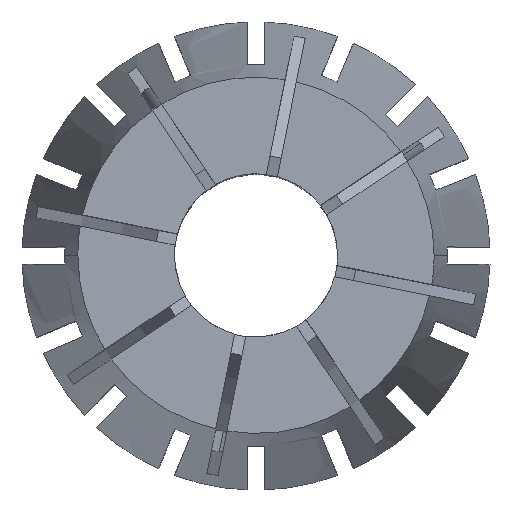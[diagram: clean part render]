
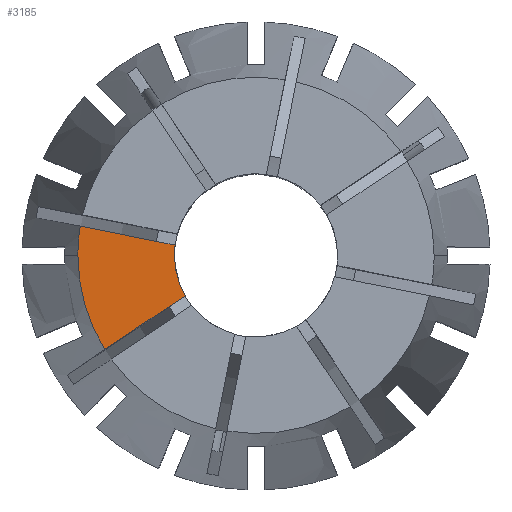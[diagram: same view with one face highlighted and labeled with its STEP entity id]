
A CAD part, top view. The second image highlights one B-rep face of the part: STEP entity #3185.
In plain terms, the highlighted planar face has unit normal (0, 0, 1).
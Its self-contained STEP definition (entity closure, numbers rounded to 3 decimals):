
#118 = CARTESIAN_POINT ( 'NONE',  ( 0., 0., 0. ) ) ;
#153 = ORIENTED_EDGE ( 'NONE', *, *, #444, .F. ) ;
#209 = AXIS2_PLACEMENT_3D ( 'NONE', #4781, #883, #1369 ) ;
#233 = VERTEX_POINT ( 'NONE', #915 ) ;
#351 = VERTEX_POINT ( 'NONE', #392 ) ;
#392 = CARTESIAN_POINT ( 'NONE',  ( -7.144, 0., 0. ) ) ;
#420 = DIRECTION ( 'NONE',  ( 1., 0., 0. ) ) ;
#422 = CIRCLE ( 'NONE', #3069, 7.144 ) ;
#444 = EDGE_CURVE ( 'NONE', #1808, #2953, #6151, .T. ) ;
#466 = CARTESIAN_POINT ( 'NONE',  ( -0.278, 0.416, 0. ) ) ;
#480 = DIRECTION ( 'NONE',  ( 0.831, 0.556, 0. ) ) ;
#883 = DIRECTION ( 'NONE',  ( 0., 0., -1. ) ) ;
#915 = CARTESIAN_POINT ( 'NONE',  ( -13.238, -8.244, 0. ) ) ;
#935 = CARTESIAN_POINT ( 'NONE',  ( -6.203, -3.543, 0. ) ) ;
#941 = DIRECTION ( 'NONE',  ( 0., 0., 1. ) ) ;
#1231 = CARTESIAN_POINT ( 'NONE',  ( -15.595, 0., 0. ) ) ;
#1257 = ORIENTED_EDGE ( 'NONE', *, *, #4607, .T. ) ;
#1369 = DIRECTION ( 'NONE',  ( -1., 0., 0. ) ) ;
#1490 = AXIS2_PLACEMENT_3D ( 'NONE', #3365, #6207, #3385 ) ;
#1754 = CIRCLE ( 'NONE', #6081, 15.595 ) ;
#1794 = EDGE_CURVE ( 'NONE', #233, #6091, #4674, .T. ) ;
#1808 = VERTEX_POINT ( 'NONE', #6029 ) ;
#2003 = CARTESIAN_POINT ( 'NONE',  ( 0., 0., 0. ) ) ;
#2020 = EDGE_CURVE ( 'NONE', #351, #6091, #422, .T. ) ;
#2507 = VECTOR ( 'NONE', #480, 1000. ) ;
#2838 = EDGE_CURVE ( 'NONE', #2953, #351, #5018, .T. ) ;
#2953 = VERTEX_POINT ( 'NONE', #5143 ) ;
#3050 = VERTEX_POINT ( 'NONE', #1231 ) ;
#3069 = AXIS2_PLACEMENT_3D ( 'NONE', #118, #5701, #6912 ) ;
#3105 = CARTESIAN_POINT ( 'NONE',  ( 0., 0., 0. ) ) ;
#3182 = DIRECTION ( 'NONE',  ( 1., 0., 0. ) ) ;
#3185 = ADVANCED_FACE ( 'NONE', ( #5007 ), #4880, .F. ) ;
#3365 = CARTESIAN_POINT ( 'NONE',  ( 0., 0., 0. ) ) ;
#3385 = DIRECTION ( 'NONE',  ( 1., 0., 0. ) ) ;
#3921 = CARTESIAN_POINT ( 'NONE',  ( -0.098, -0.49, 0. ) ) ;
#3927 = ORIENTED_EDGE ( 'NONE', *, *, #2020, .F. ) ;
#4498 = ORIENTED_EDGE ( 'NONE', *, *, #2838, .F. ) ;
#4597 = CIRCLE ( 'NONE', #1490, 15.595 ) ;
#4607 = EDGE_CURVE ( 'NONE', #3050, #233, #1754, .T. ) ;
#4674 = LINE ( 'NONE', #466, #2507 ) ;
#4781 = CARTESIAN_POINT ( 'NONE',  ( 0., 0., 0. ) ) ;
#4811 = EDGE_CURVE ( 'NONE', #1808, #3050, #4597, .T. ) ;
#4880 = PLANE ( 'NONE',  #209 ) ;
#5007 = FACE_OUTER_BOUND ( 'NONE', #5291, .T. ) ;
#5018 = CIRCLE ( 'NONE', #5647, 7.144 ) ;
#5143 = CARTESIAN_POINT ( 'NONE',  ( -7.087, 0.9, 0. ) ) ;
#5291 = EDGE_LOOP ( 'NONE', ( #6811, #1257, #7194, #3927, #4498, #153 ) ) ;
#5647 = AXIS2_PLACEMENT_3D ( 'NONE', #2003, #5955, #420 ) ;
#5701 = DIRECTION ( 'NONE',  ( 0., 0., 1. ) ) ;
#5715 = VECTOR ( 'NONE', #7263, 1000. ) ;
#5955 = DIRECTION ( 'NONE',  ( 0., 0., 1. ) ) ;
#6029 = CARTESIAN_POINT ( 'NONE',  ( -15.385, 2.551, 0. ) ) ;
#6081 = AXIS2_PLACEMENT_3D ( 'NONE', #3105, #941, #3182 ) ;
#6091 = VERTEX_POINT ( 'NONE', #935 ) ;
#6151 = LINE ( 'NONE', #3921, #5715 ) ;
#6207 = DIRECTION ( 'NONE',  ( 0., 0., 1. ) ) ;
#6811 = ORIENTED_EDGE ( 'NONE', *, *, #4811, .T. ) ;
#6912 = DIRECTION ( 'NONE',  ( 1., 0., 0. ) ) ;
#7194 = ORIENTED_EDGE ( 'NONE', *, *, #1794, .T. ) ;
#7263 = DIRECTION ( 'NONE',  ( 0.981, -0.195, 0. ) ) ;
